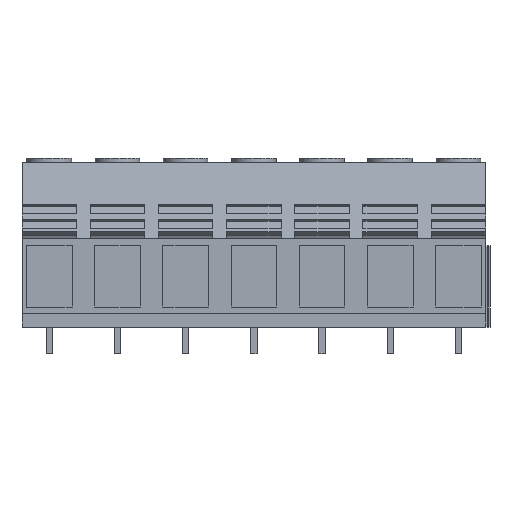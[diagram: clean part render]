
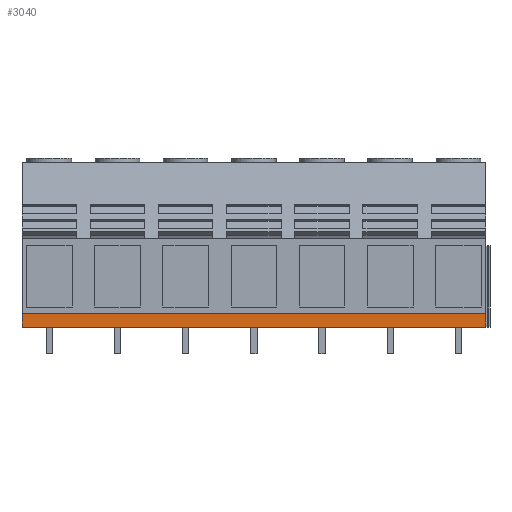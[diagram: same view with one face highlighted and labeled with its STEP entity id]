
A CAD part, front view. The second image highlights one B-rep face of the part: STEP entity #3040.
In plain terms, the highlighted planar face has unit normal (0, -1, 0).
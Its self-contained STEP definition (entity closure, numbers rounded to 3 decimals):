
#3020=AXIS2_PLACEMENT_3D('Plane Axis2P3D',#3017,#3018,#3019) ;
#605=CARTESIAN_POINT('Vertex',(0.,2.84,5.)) ;
#608=CARTESIAN_POINT('Line Origine',(0.,2.84,6.25)) ;
#612=CARTESIAN_POINT('Vertex',(0.,2.84,7.5)) ;
#1515=CARTESIAN_POINT('Vertex',(86.36,2.84,5.)) ;
#1518=CARTESIAN_POINT('Line Origine',(43.18,2.84,5.)) ;
#3017=CARTESIAN_POINT('Axis2P3D Location',(38.1,2.84,7.5)) ;
#3022=CARTESIAN_POINT('Line Origine',(86.36,2.84,6.25)) ;
#3026=CARTESIAN_POINT('Vertex',(86.36,2.84,7.5)) ;
#3029=CARTESIAN_POINT('Line Origine',(43.18,2.84,7.5)) ;
#609=DIRECTION('Vector Direction',(0.,0.,-1.)) ;
#1519=DIRECTION('Vector Direction',(1.,0.,0.)) ;
#3018=DIRECTION('Axis2P3D Direction',(0.,-1.,0.)) ;
#3019=DIRECTION('Axis2P3D XDirection',(0.,0.,-1.)) ;
#3023=DIRECTION('Vector Direction',(0.,0.,-1.)) ;
#3030=DIRECTION('Vector Direction',(1.,0.,0.)) ;
#610=VECTOR('Line Direction',#609,1.) ;
#1520=VECTOR('Line Direction',#1519,1.) ;
#3024=VECTOR('Line Direction',#3023,1.) ;
#3031=VECTOR('Line Direction',#3030,1.) ;
#3035=ORIENTED_EDGE('',*,*,#1522,.T.) ;
#3036=ORIENTED_EDGE('',*,*,#3028,.T.) ;
#3037=ORIENTED_EDGE('',*,*,#3033,.F.) ;
#3038=ORIENTED_EDGE('',*,*,#614,.F.) ;
#3040=ADVANCED_FACE('HOUSING',(#3039),#3021,.T.) ;
#614=EDGE_CURVE('',#606,#613,#611,.F.) ;
#1522=EDGE_CURVE('',#606,#1516,#1521,.T.) ;
#3028=EDGE_CURVE('',#1516,#3027,#3025,.F.) ;
#3033=EDGE_CURVE('',#613,#3027,#3032,.T.) ;
#3034=EDGE_LOOP('',(#3035,#3036,#3037,#3038)) ;
#3039=FACE_OUTER_BOUND('',#3034,.T.) ;
#611=LINE('Line',#608,#610) ;
#1521=LINE('Line',#1518,#1520) ;
#3025=LINE('Line',#3022,#3024) ;
#3032=LINE('Line',#3029,#3031) ;
#3021=PLANE('',#3020) ;
#606=VERTEX_POINT('',#605) ;
#613=VERTEX_POINT('',#612) ;
#1516=VERTEX_POINT('',#1515) ;
#3027=VERTEX_POINT('',#3026) ;
